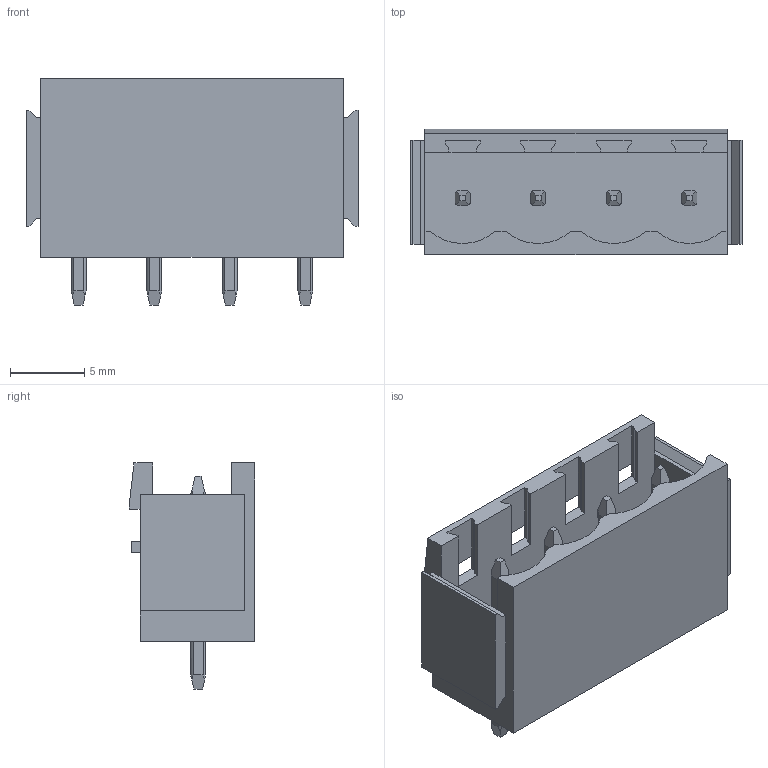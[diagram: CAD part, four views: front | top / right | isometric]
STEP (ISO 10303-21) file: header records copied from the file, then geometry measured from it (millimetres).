
FILE_DESCRIPTION( ( 'STEP AP214' ), ' ' );
FILE_NAME( 'SL 5.08_4_180B3.2SN OR 1519760000.stp', '2017-01-05T13:07:21', ( '' ), ( '' ), ' ', 'PARTsolutions', ' ' );
FILE_SCHEMA( ( 'AUTOMOTIVE_DESIGN { 1 0 10303 214 1 1 1 1 }' ) );
Length unit declared in the file: millimetre
Products named in the file (1): _SL 5.08/4/180B3.2SN OR 1519760000
Bounding box: 22.32 x 8.43 x 15.2 mm (x, y, z)
Volume: 1027.2 mm3; surface area: 1675 mm2
Topology: 1 solids, 1 shells, 191 faces, 547 edges, 358 vertices
Faces by surface type: plane 153, cylinder 38
Entity records: 7753 total; most frequent: CARTESIAN_POINT 1097, ORIENTED_EDGE 1094, DIRECTION 1043, EDGE_CURVE 547, LINE 435, VECTOR 435, VERTEX_POINT 358, AXIS2_PLACEMENT_3D 304
